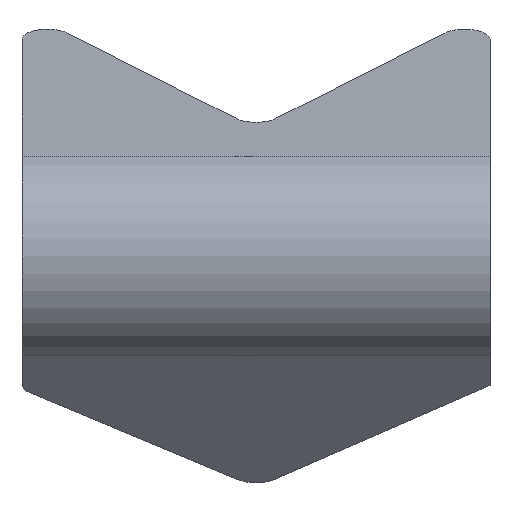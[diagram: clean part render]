
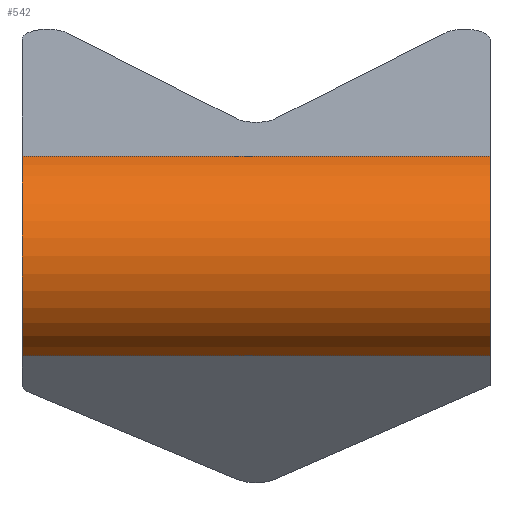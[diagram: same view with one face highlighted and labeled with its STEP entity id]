
A CAD part, front view. The second image highlights one B-rep face of the part: STEP entity #542.
In plain terms, the highlighted cylindrical face has radius 0.762 mm (diameter 1.524 mm), a partial arc.
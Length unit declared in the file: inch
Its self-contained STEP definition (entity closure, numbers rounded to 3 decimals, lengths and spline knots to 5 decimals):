
#7 = DIRECTION ( 'NONE',  ( 0., 0., -1. ) ) ;
#14 = CARTESIAN_POINT ( 'NONE',  ( -0.0645, 0., 0. ) ) ;
#16 = AXIS2_PLACEMENT_3D ( 'NONE', #702, #375, #42 ) ;
#36 = CARTESIAN_POINT ( 'NONE',  ( 0.0645, -0.01203, 0.02748 ) ) ;
#42 = DIRECTION ( 'NONE',  ( 0., 0., -1. ) ) ;
#47 = EDGE_CURVE ( 'NONE', #347, #292, #167, .T. ) ;
#53 = VERTEX_POINT ( 'NONE', #36 ) ;
#60 = CARTESIAN_POINT ( 'NONE',  ( 0.0645, -0.01203, -0.02748 ) ) ;
#71 = CARTESIAN_POINT ( 'NONE',  ( -0.0645, -0.01203, -0.02748 ) ) ;
#99 = FACE_OUTER_BOUND ( 'NONE', #408, .T. ) ;
#134 = DIRECTION ( 'NONE',  ( 1., 0., 0. ) ) ;
#167 = LINE ( 'NONE', #697, #314 ) ;
#172 = CARTESIAN_POINT ( 'NONE',  ( 0.0645, 0., 0. ) ) ;
#192 = EDGE_CURVE ( 'NONE', #612, #53, #247, .T. ) ;
#247 = LINE ( 'NONE', #438, #493 ) ;
#269 = DIRECTION ( 'NONE',  ( 1., 0., 0. ) ) ;
#292 = VERTEX_POINT ( 'NONE', #60 ) ;
#297 = AXIS2_PLACEMENT_3D ( 'NONE', #14, #134, #7 ) ;
#314 = VECTOR ( 'NONE', #269, 39.37008 ) ;
#347 = VERTEX_POINT ( 'NONE', #71 ) ;
#363 = ORIENTED_EDGE ( 'NONE', *, *, #543, .F. ) ;
#375 = DIRECTION ( 'NONE',  ( 1., 0., 0. ) ) ;
#391 = DIRECTION ( 'NONE',  ( 1., 0., 0. ) ) ;
#398 = CIRCLE ( 'NONE', #16, 0.03 ) ;
#408 = EDGE_LOOP ( 'NONE', ( #363, #670, #709, #428 ) ) ;
#428 = ORIENTED_EDGE ( 'NONE', *, *, #47, .T. ) ;
#438 = CARTESIAN_POINT ( 'NONE',  ( -0.0645, -0.01203, 0.02748 ) ) ;
#471 = AXIS2_PLACEMENT_3D ( 'NONE', #172, #391, #544 ) ;
#493 = VECTOR ( 'NONE', #533, 39.37008 ) ;
#514 = CYLINDRICAL_SURFACE ( 'NONE', #297, 0.03 ) ;
#533 = DIRECTION ( 'NONE',  ( 1., 0., 0. ) ) ;
#542 = ADVANCED_FACE ( 'NONE', ( #99 ), #514, .T. ) ;
#543 = EDGE_CURVE ( 'NONE', #53, #292, #658, .T. ) ;
#544 = DIRECTION ( 'NONE',  ( 0., 0., -1. ) ) ;
#612 = VERTEX_POINT ( 'NONE', #718 ) ;
#658 = CIRCLE ( 'NONE', #471, 0.03 ) ;
#670 = ORIENTED_EDGE ( 'NONE', *, *, #192, .F. ) ;
#697 = CARTESIAN_POINT ( 'NONE',  ( -0.0645, -0.01203, -0.02748 ) ) ;
#702 = CARTESIAN_POINT ( 'NONE',  ( -0.0645, 0., 0. ) ) ;
#709 = ORIENTED_EDGE ( 'NONE', *, *, #721, .T. ) ;
#718 = CARTESIAN_POINT ( 'NONE',  ( -0.0645, -0.01203, 0.02748 ) ) ;
#721 = EDGE_CURVE ( 'NONE', #612, #347, #398, .T. ) ;
